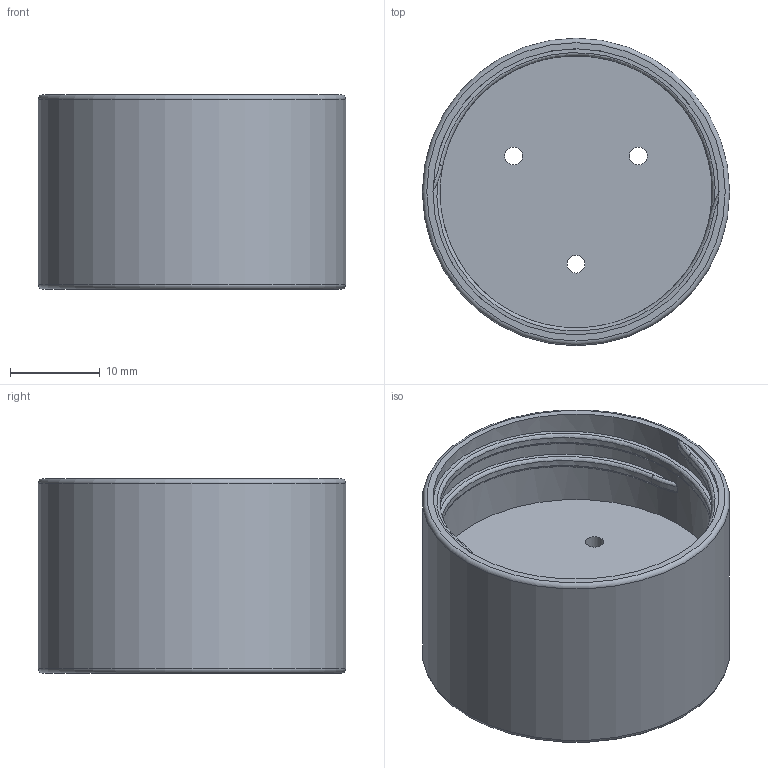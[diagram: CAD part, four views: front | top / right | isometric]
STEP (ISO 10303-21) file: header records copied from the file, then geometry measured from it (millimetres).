
FILE_DESCRIPTION(/* description */ (''),/* implementation_level */ '2;1');
FILE_NAME(/* name */ '50ML FALCON CAP 3 PORT v12.step',/* time_stamp */ '2024-05-18T18:36:51-07:00',/* author */ (''),/* organization */ (''),/* preprocessor_version */ 'ST-DEVELOPER v20',/* originating_system */ 'Autodesk Translation Framework v12.20.1.177',/* authorisation */ '');
FILE_SCHEMA (('AUTOMOTIVE_DESIGN { 1 0 10303 214 3 1 1 }'));
Length unit declared in the file: millimetre
Products named in the file (1): 50ML FALCON CAP 3 PORT
Bounding box: 34.23 x 34.23 x 21.66 mm (x, y, z)
Volume: 10187 mm3; surface area: 6179.2 mm2
Topology: 1 solids, 1 shells, 99 faces, 265 edges, 172 vertices
Faces by surface type: cylinder 66, bspline 22, plane 9, torus 2
Full cylindrical faces by diameter (mm): 2 x3, 5.474 x12, 6.35 x15, 31.86 x2, 34.23 x1
Entity records: 7574 total; most frequent: CARTESIAN_POINT 5392, ORIENTED_EDGE 530, DIRECTION 309, EDGE_CURVE 265, VERTEX_POINT 172, B_SPLINE_CURVE_WITH_KNOTS 155, AXIS2_PLACEMENT_3D 121, EDGE_LOOP 109
